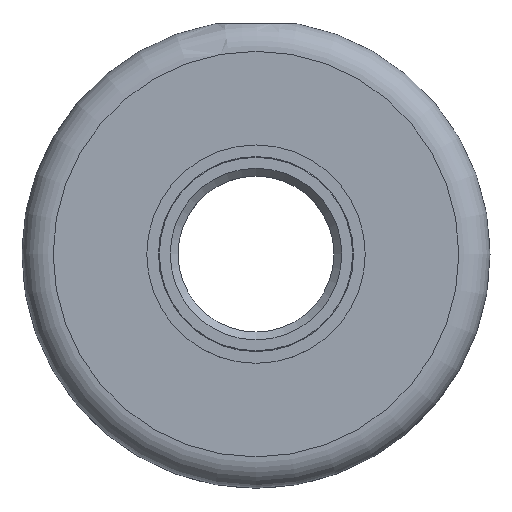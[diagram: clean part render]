
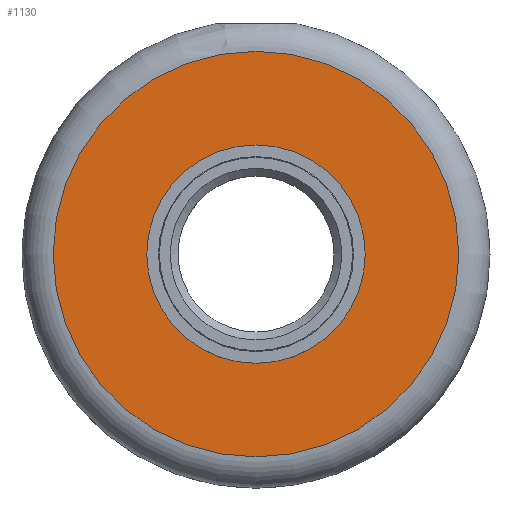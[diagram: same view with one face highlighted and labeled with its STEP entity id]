
A CAD part, top view. The second image highlights one B-rep face of the part: STEP entity #1130.
In plain terms, the highlighted planar face has unit normal (0, 0, 1).
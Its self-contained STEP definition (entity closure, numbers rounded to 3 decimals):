
#36=FACE_BOUND('',#209,.T.);
#69=PLANE('',#1276);
#133=FACE_OUTER_BOUND('',#208,.T.);
#208=EDGE_LOOP('',(#1018));
#209=EDGE_LOOP('',(#1019));
#449=CIRCLE('',#1255,26.);
#458=CIRCLE('',#1277,14.);
#554=VERTEX_POINT('',#1962);
#560=VERTEX_POINT('',#1997);
#701=EDGE_CURVE('',#554,#554,#449,.T.);
#717=EDGE_CURVE('',#560,#560,#458,.T.);
#1018=ORIENTED_EDGE('',*,*,#701,.F.);
#1019=ORIENTED_EDGE('',*,*,#717,.F.);
#1130=ADVANCED_FACE('',(#133,#36),#69,.F.);
#1255=AXIS2_PLACEMENT_3D('',#1963,#1576,#1577);
#1276=AXIS2_PLACEMENT_3D('',#1996,#1625,#1626);
#1277=AXIS2_PLACEMENT_3D('',#1998,#1627,#1628);
#1576=DIRECTION('center_axis',(0.,0.,-1.));
#1577=DIRECTION('ref_axis',(1.,0.,0.));
#1625=DIRECTION('center_axis',(0.,0.,-1.));
#1626=DIRECTION('ref_axis',(1.,0.,0.));
#1627=DIRECTION('center_axis',(0.,0.,1.));
#1628=DIRECTION('ref_axis',(1.,0.,0.));
#1962=CARTESIAN_POINT('',(-26.,3.,-34.));
#1963=CARTESIAN_POINT('Origin',(0.,3.,-34.));
#1996=CARTESIAN_POINT('Origin',(0.,3.,-34.));
#1997=CARTESIAN_POINT('',(-14.,3.,-34.));
#1998=CARTESIAN_POINT('Origin',(0.,3.,-34.));
